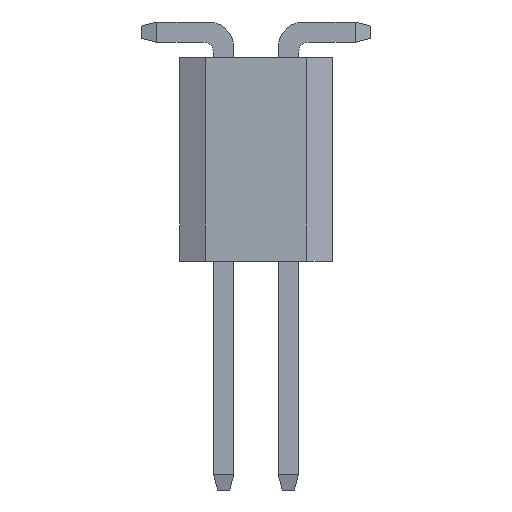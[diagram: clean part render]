
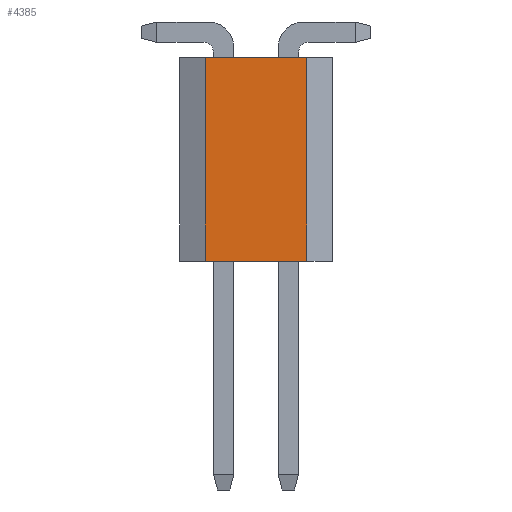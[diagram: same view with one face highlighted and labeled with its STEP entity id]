
A CAD part, left-side view. The second image highlights one B-rep face of the part: STEP entity #4385.
In plain terms, the highlighted planar face has unit normal (-1, 0, 0).
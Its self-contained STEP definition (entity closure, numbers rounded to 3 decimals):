
#40 = AXIS2_PLACEMENT_3D ( 'NONE', #6839, #4086, #6064 ) ;
#513 = EDGE_CURVE ( 'NONE', #5592, #5242, #8984, .T. ) ;
#752 = EDGE_LOOP ( 'NONE', ( #4603, #2388, #3173, #4821 ) ) ;
#1187 = CARTESIAN_POINT ( 'NONE',  ( 7.62, 0., 0. ) ) ;
#1213 = CARTESIAN_POINT ( 'NONE',  ( 7.62, 1., -0.5 ) ) ;
#1323 = EDGE_CURVE ( 'NONE', #5592, #3339, #6214, .T. ) ;
#1344 = VECTOR ( 'NONE', #1372, 1000. ) ;
#1372 = DIRECTION ( 'NONE',  ( 0., -1., 0. ) ) ;
#1997 = VECTOR ( 'NONE', #6228, 1000. ) ;
#2006 = LINE ( 'NONE', #4797, #1997 ) ;
#2203 = CARTESIAN_POINT ( 'NONE',  ( 7.62, 1., 4. ) ) ;
#2388 = ORIENTED_EDGE ( 'NONE', *, *, #6690, .T. ) ;
#3133 = CARTESIAN_POINT ( 'NONE',  ( 7.62, -1., 4. ) ) ;
#3173 = ORIENTED_EDGE ( 'NONE', *, *, #7611, .F. ) ;
#3339 = VERTEX_POINT ( 'NONE', #2203 ) ;
#3585 = CARTESIAN_POINT ( 'NONE',  ( 7.62, 1., 0. ) ) ;
#3953 = PLANE ( 'NONE',  #40 ) ;
#4086 = DIRECTION ( 'NONE',  ( 1., 0., 0. ) ) ;
#4371 = CARTESIAN_POINT ( 'NONE',  ( 7.62, -1., 0. ) ) ;
#4385 = ADVANCED_FACE ( 'NONE', ( #5371 ), #3953, .F. ) ;
#4521 = CARTESIAN_POINT ( 'NONE',  ( 7.62, -1., -0.5 ) ) ;
#4603 = ORIENTED_EDGE ( 'NONE', *, *, #513, .T. ) ;
#4727 = VECTOR ( 'NONE', #6897, 1000. ) ;
#4797 = CARTESIAN_POINT ( 'NONE',  ( 7.62, 0., 4. ) ) ;
#4821 = ORIENTED_EDGE ( 'NONE', *, *, #1323, .F. ) ;
#5242 = VERTEX_POINT ( 'NONE', #4371 ) ;
#5274 = VERTEX_POINT ( 'NONE', #3133 ) ;
#5371 = FACE_OUTER_BOUND ( 'NONE', #752, .T. ) ;
#5592 = VERTEX_POINT ( 'NONE', #3585 ) ;
#6038 = LINE ( 'NONE', #4521, #6072 ) ;
#6064 = DIRECTION ( 'NONE',  ( 0., 1., 0. ) ) ;
#6072 = VECTOR ( 'NONE', #8833, 1000. ) ;
#6214 = LINE ( 'NONE', #1213, #4727 ) ;
#6228 = DIRECTION ( 'NONE',  ( 0., -1., 0. ) ) ;
#6690 = EDGE_CURVE ( 'NONE', #5242, #5274, #6038, .T. ) ;
#6839 = CARTESIAN_POINT ( 'NONE',  ( 7.62, 8.828, 24.5 ) ) ;
#6897 = DIRECTION ( 'NONE',  ( 0., 0., 1. ) ) ;
#7611 = EDGE_CURVE ( 'NONE', #3339, #5274, #2006, .T. ) ;
#8833 = DIRECTION ( 'NONE',  ( 0., 0., 1. ) ) ;
#8984 = LINE ( 'NONE', #1187, #1344 ) ;
